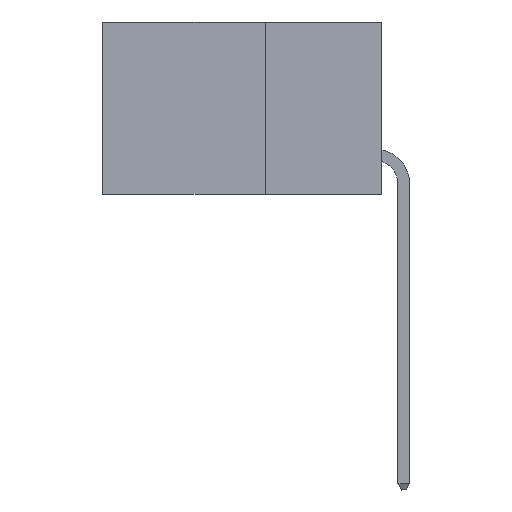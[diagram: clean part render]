
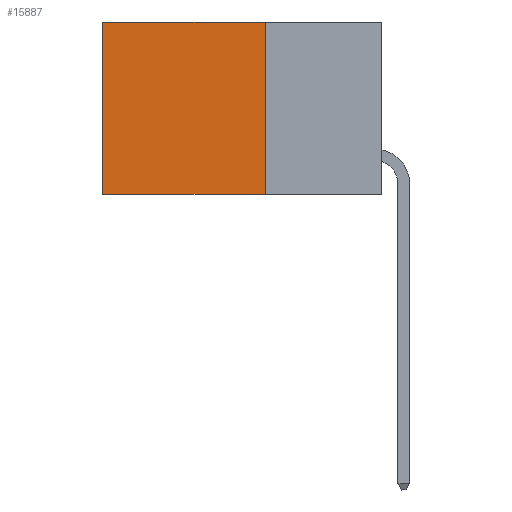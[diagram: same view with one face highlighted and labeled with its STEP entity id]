
A CAD part, left-side view. The second image highlights one B-rep face of the part: STEP entity #15887.
In plain terms, the highlighted planar face has unit normal (-1, 0, 0).
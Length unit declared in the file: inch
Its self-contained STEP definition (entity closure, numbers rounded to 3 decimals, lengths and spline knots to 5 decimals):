
#434 = DIRECTION ( 'NONE',  ( 0., 1., 0. ) ) ;
#1964 = CARTESIAN_POINT ( 'NONE',  ( 0.2875, 0.25, 0. ) ) ;
#2299 = VECTOR ( 'NONE', #22487, 39.37008 ) ;
#3482 = EDGE_CURVE ( 'NONE', #14746, #11701, #25370, .T. ) ;
#4347 = DIRECTION ( 'NONE',  ( 0., 0., -1. ) ) ;
#5217 = AXIS2_PLACEMENT_3D ( 'NONE', #13999, #16070, #4347 ) ;
#5700 = CARTESIAN_POINT ( 'NONE',  ( 0.2875, 0.6, 0. ) ) ;
#6164 = DIRECTION ( 'NONE',  ( 0., 0., -1. ) ) ;
#6637 = VERTEX_POINT ( 'NONE', #10775 ) ;
#8033 = LINE ( 'NONE', #12052, #14449 ) ;
#8665 = CARTESIAN_POINT ( 'NONE',  ( 0.2875, 0.25, 0. ) ) ;
#10234 = VECTOR ( 'NONE', #434, 39.37008 ) ;
#10775 = CARTESIAN_POINT ( 'NONE',  ( 0.2875, 0.25, -0.37 ) ) ;
#11701 = VERTEX_POINT ( 'NONE', #5700 ) ;
#12052 = CARTESIAN_POINT ( 'NONE',  ( 0.2875, 0.6, 0. ) ) ;
#12062 = LINE ( 'NONE', #19946, #10234 ) ;
#12627 = ORIENTED_EDGE ( 'NONE', *, *, #25200, .F. ) ;
#13643 = ORIENTED_EDGE ( 'NONE', *, *, #24830, .T. ) ;
#13999 = CARTESIAN_POINT ( 'NONE',  ( 0.2875, 0.25, 0. ) ) ;
#14191 = DIRECTION ( 'NONE',  ( 0., 0., -1. ) ) ;
#14449 = VECTOR ( 'NONE', #6164, 39.37008 ) ;
#14728 = FACE_OUTER_BOUND ( 'NONE', #21818, .T. ) ;
#14746 = VERTEX_POINT ( 'NONE', #1964 ) ;
#14748 = ORIENTED_EDGE ( 'NONE', *, *, #3482, .T. ) ;
#15887 = ADVANCED_FACE ( 'NONE', ( #14728 ), #21351, .F. ) ;
#16070 = DIRECTION ( 'NONE',  ( 1., 0., 0. ) ) ;
#17466 = VERTEX_POINT ( 'NONE', #20918 ) ;
#19946 = CARTESIAN_POINT ( 'NONE',  ( 0.2875, 0.25, -0.37 ) ) ;
#20917 = VECTOR ( 'NONE', #14191, 39.37008 ) ;
#20918 = CARTESIAN_POINT ( 'NONE',  ( 0.2875, 0.6, -0.37 ) ) ;
#20937 = ORIENTED_EDGE ( 'NONE', *, *, #22617, .F. ) ;
#21351 = PLANE ( 'NONE',  #5217 ) ;
#21818 = EDGE_LOOP ( 'NONE', ( #13643, #20937, #12627, #14748 ) ) ;
#22379 = CARTESIAN_POINT ( 'NONE',  ( 0.2875, 0.25, 0. ) ) ;
#22487 = DIRECTION ( 'NONE',  ( 0., 1., 0. ) ) ;
#22617 = EDGE_CURVE ( 'NONE', #6637, #17466, #12062, .T. ) ;
#23690 = LINE ( 'NONE', #22379, #20917 ) ;
#24830 = EDGE_CURVE ( 'NONE', #11701, #17466, #8033, .T. ) ;
#25200 = EDGE_CURVE ( 'NONE', #14746, #6637, #23690, .T. ) ;
#25370 = LINE ( 'NONE', #8665, #2299 ) ;
